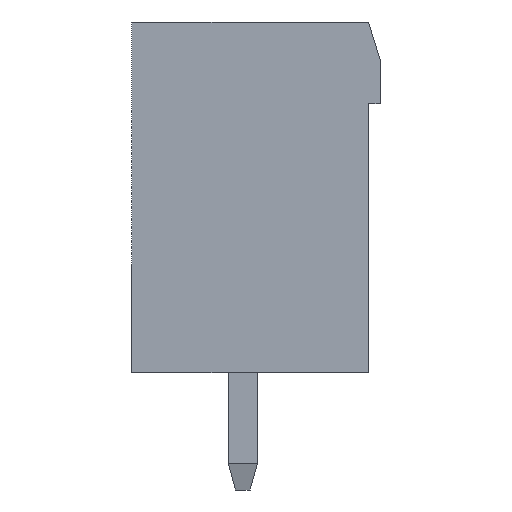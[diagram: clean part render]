
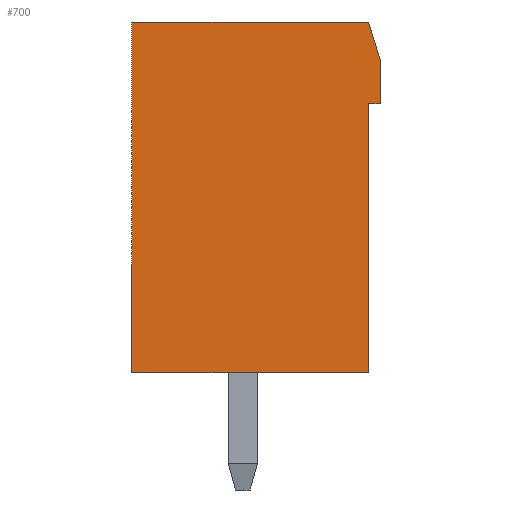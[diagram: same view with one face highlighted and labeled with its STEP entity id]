
A CAD part, left-side view. The second image highlights one B-rep face of the part: STEP entity #700.
In plain terms, the highlighted planar face has unit normal (-1, 0, 0).
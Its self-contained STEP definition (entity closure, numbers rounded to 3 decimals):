
#700 = ADVANCED_FACE( '', ( #1406 ), #1407, .T. );
#1406 = FACE_OUTER_BOUND( '', #2125, .T. );
#1407 = PLANE( '', #2126 );
#2125 = EDGE_LOOP( '', ( #4005, #4006, #4007, #4008, #4009, #4010, #4011 ) );
#2126 = AXIS2_PLACEMENT_3D( '', #4012, #4013, #4014 );
#4005 = ORIENTED_EDGE( '', *, *, #4888, .T. );
#4006 = ORIENTED_EDGE( '', *, *, #4814, .T. );
#4007 = ORIENTED_EDGE( '', *, *, #5097, .T. );
#4008 = ORIENTED_EDGE( '', *, *, #5223, .T. );
#4009 = ORIENTED_EDGE( '', *, *, #5224, .T. );
#4010 = ORIENTED_EDGE( '', *, *, #4650, .T. );
#4011 = ORIENTED_EDGE( '', *, *, #4574, .T. );
#4012 = CARTESIAN_POINT( '', ( -16.24, 0., 0. ) );
#4013 = DIRECTION( '', ( -1., 0., 0. ) );
#4014 = DIRECTION( '', ( 0., 0., 1. ) );
#4574 = EDGE_CURVE( '', #5537, #5538, #5539, .T. );
#4650 = EDGE_CURVE( '', #5664, #5537, #5665, .T. );
#4814 = EDGE_CURVE( '', #5937, #5935, #5938, .T. );
#4888 = EDGE_CURVE( '', #5538, #5937, #6052, .T. );
#5097 = EDGE_CURVE( '', #5935, #6342, #6343, .T. );
#5223 = EDGE_CURVE( '', #6342, #6497, #6498, .T. );
#5224 = EDGE_CURVE( '', #6497, #5664, #6499, .T. );
#5537 = VERTEX_POINT( '', #6919 );
#5538 = VERTEX_POINT( '', #6920 );
#5539 = LINE( '', #6921, #6922 );
#5664 = VERTEX_POINT( '', #7100 );
#5665 = LINE( '', #7101, #7102 );
#5935 = VERTEX_POINT( '', #7499 );
#5937 = VERTEX_POINT( '', #7502 );
#5938 = LINE( '', #7503, #7504 );
#6052 = LINE( '', #7669, #7670 );
#6342 = VERTEX_POINT( '', #8102 );
#6343 = LINE( '', #8103, #8104 );
#6497 = VERTEX_POINT( '', #8336 );
#6498 = LINE( '', #8337, #8338 );
#6499 = LINE( '', #8339, #8340 );
#6919 = CARTESIAN_POINT( '', ( -16.24, -4.45, 3.2 ) );
#6920 = CARTESIAN_POINT( '', ( -16.24, -4.45, 4.7 ) );
#6921 = CARTESIAN_POINT( '', ( -16.24, -4.45, 3.2 ) );
#6922 = VECTOR( '', #8561, 1000. );
#7100 = CARTESIAN_POINT( '', ( -16.24, -4.05, 3.2 ) );
#7101 = CARTESIAN_POINT( '', ( -16.24, -4.05, 3.2 ) );
#7102 = VECTOR( '', #8633, 1000. );
#7499 = CARTESIAN_POINT( '', ( -16.24, 4.05, 6. ) );
#7502 = CARTESIAN_POINT( '', ( -16.24, -4.05, 6. ) );
#7503 = CARTESIAN_POINT( '', ( -16.24, -4.05, 6. ) );
#7504 = VECTOR( '', #8789, 1000. );
#7669 = CARTESIAN_POINT( '', ( -16.24, -4.45, 4.7 ) );
#7670 = VECTOR( '', #8862, 1000. );
#8102 = CARTESIAN_POINT( '', ( -16.24, 4.05, -6. ) );
#8103 = CARTESIAN_POINT( '', ( -16.24, 4.05, 6. ) );
#8104 = VECTOR( '', #9038, 1000. );
#8336 = CARTESIAN_POINT( '', ( -16.24, -4.05, -6. ) );
#8337 = CARTESIAN_POINT( '', ( -16.24, 4.05, -6. ) );
#8338 = VECTOR( '', #9126, 1000. );
#8339 = CARTESIAN_POINT( '', ( -16.24, -4.05, -6. ) );
#8340 = VECTOR( '', #9127, 1000. );
#8561 = DIRECTION( '', ( 0., 0., 1. ) );
#8633 = DIRECTION( '', ( 0., -1., 0. ) );
#8789 = DIRECTION( '', ( 0., 1., 0. ) );
#8862 = DIRECTION( '', ( 0., 0.294, 0.956 ) );
#9038 = DIRECTION( '', ( 0., 0., -1. ) );
#9126 = DIRECTION( '', ( 0., -1., 0. ) );
#9127 = DIRECTION( '', ( 0., 0., 1. ) );
